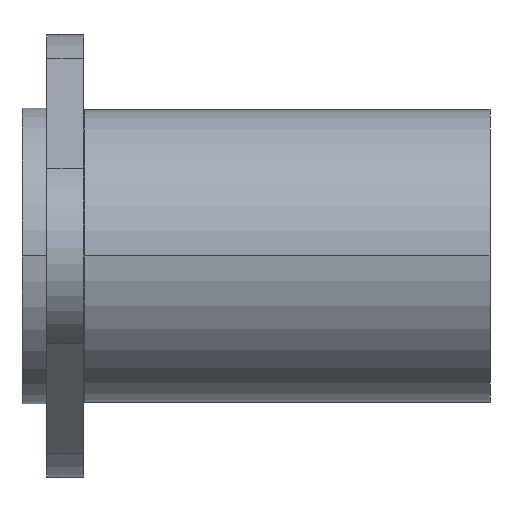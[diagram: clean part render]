
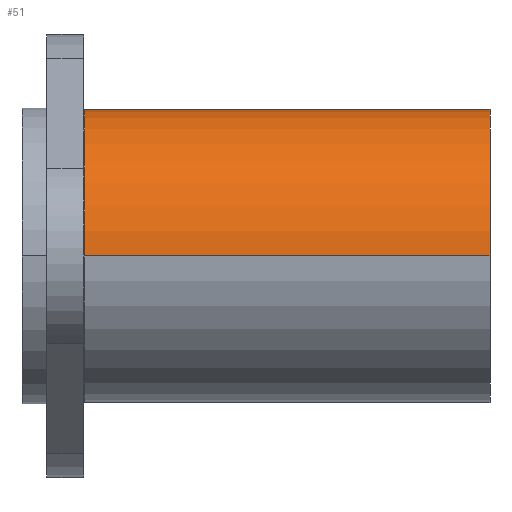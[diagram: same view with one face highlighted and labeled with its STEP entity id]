
A CAD part, front view. The second image highlights one B-rep face of the part: STEP entity #51.
In plain terms, the highlighted cylindrical face has radius 5.95 mm (diameter 11.9 mm), a partial arc.
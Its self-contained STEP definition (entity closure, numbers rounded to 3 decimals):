
#51=ADVANCED_FACE('',(#87),#88,.T.);
#87=FACE_OUTER_BOUND('',#155,.T.);
#88=CYLINDRICAL_SURFACE('',#156,5.95);
#155=EDGE_LOOP('',(#249,#250,#251,#252,#253));
#156=AXIS2_PLACEMENT_3D('',#254,#255,#256);
#249=ORIENTED_EDGE('',*,*,#472,.F.);
#250=ORIENTED_EDGE('',*,*,#473,.T.);
#251=ORIENTED_EDGE('',*,*,#457,.T.);
#252=ORIENTED_EDGE('',*,*,#474,.F.);
#253=ORIENTED_EDGE('',*,*,#475,.F.);
#254=CARTESIAN_POINT('',(9.775,0.0,0.0));
#255=DIRECTION('',(1.0,0.0,0.0));
#256=DIRECTION('',(0.0,1.0,0.0));
#457=EDGE_CURVE('',#529,#535,#537,.T.);
#472=EDGE_CURVE('',#564,#565,#566,.T.);
#473=EDGE_CURVE('',#564,#529,#567,.T.);
#474=EDGE_CURVE('',#568,#535,#569,.T.);
#475=EDGE_CURVE('',#565,#568,#570,.T.);
#529=VERTEX_POINT('',#653);
#535=VERTEX_POINT('',#659);
#537=CIRCLE('',#661,5.95);
#564=VERTEX_POINT('',#696);
#565=VERTEX_POINT('',#697);
#566=LINE('',#698,#699);
#567=CIRCLE('',#700,5.95);
#568=VERTEX_POINT('',#701);
#569=LINE('',#702,#703);
#570=CIRCLE('',#704,5.95);
#653=CARTESIAN_POINT('',(1.55,0.,5.95));
#659=CARTESIAN_POINT('',(1.55,-5.95,0.));
#661=AXIS2_PLACEMENT_3D('',#820,#821,#822);
#696=CARTESIAN_POINT('',(1.55,5.95,0.0));
#697=CARTESIAN_POINT('',(18.0,5.95,0.0));
#698=CARTESIAN_POINT('',(9.775,5.95,0.));
#699=VECTOR('',#849,1.0);
#700=AXIS2_PLACEMENT_3D('',#850,#851,#852);
#701=CARTESIAN_POINT('',(18.0,-5.95,0.));
#702=CARTESIAN_POINT('',(9.775,-5.95,0.));
#703=VECTOR('',#853,1.0);
#704=AXIS2_PLACEMENT_3D('',#854,#855,#856);
#820=CARTESIAN_POINT('',(1.55,0.0,0.0));
#821=DIRECTION('',(1.0,0.0,0.0));
#822=DIRECTION('',(0.0,1.0,0.0));
#849=DIRECTION('',(1.0,0.0,0.0));
#850=CARTESIAN_POINT('',(1.55,0.0,0.0));
#851=DIRECTION('',(1.0,0.0,0.0));
#852=DIRECTION('',(0.0,1.0,0.0));
#853=DIRECTION('',(-1.0,-0.0,-0.0));
#854=CARTESIAN_POINT('',(18.0,0.0,0.0));
#855=DIRECTION('',(1.0,0.0,0.0));
#856=DIRECTION('',(0.0,1.0,0.0));
